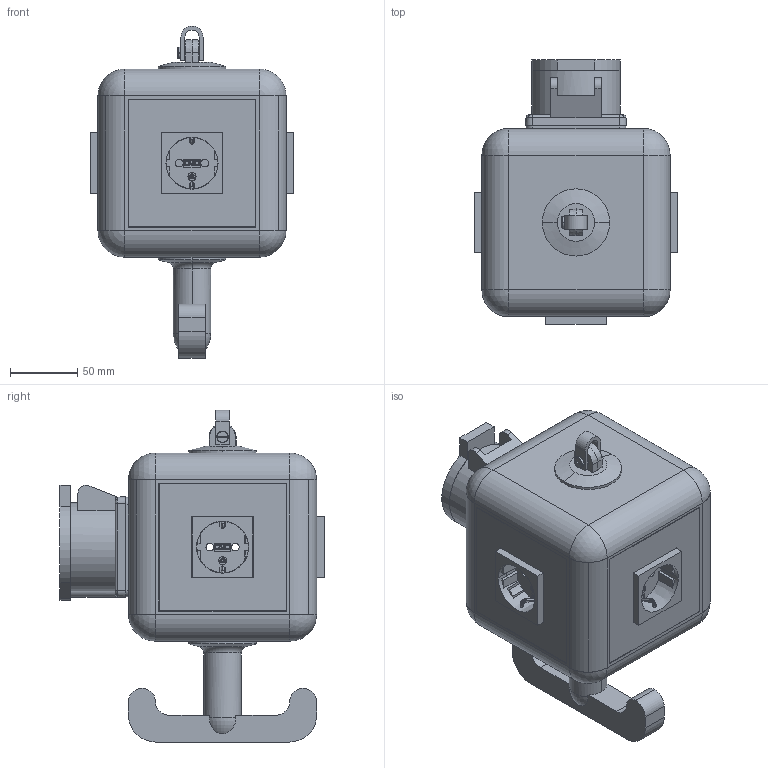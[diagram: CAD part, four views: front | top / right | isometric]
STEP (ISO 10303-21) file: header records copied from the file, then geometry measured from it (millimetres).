
FILE_DESCRIPTION (( 'STEP AP214' ), '1' );
FILE_NAME ('6109804.stp', '2017-03-22T07:14:18', ( '' ), ( '' ), 'SwSTEP 2.0', 'SolidWorks 2016', '' );
FILE_SCHEMA (( 'AUTOMOTIVE_DESIGN' ));
Length unit declared in the file: millimetre
Products named in the file (22): P_6109874_1_Standard; P_6109874T3_1_Standard; 6109804; P_6109874T2_1_Standard; P_6109874T1_1_Standard; 044219_Standard; 053107_Standard; 043999_Standard; 104821_Standard; 044679_Standard; 104820_Standard; 34950DW_Standard; 56741; P_42404A_1; 52413WM; P_53013AA_1_Standard; P_42403C_1_Standard; P_43330A_1; P_43331A6_1; P_39440650_1_Standard; 34950CWT1_Standard; P_39440646_1_Standard
Assembly tree (27 placements, depth 4):
  6109804
    P_39440646_1_Standard
    P_39440650_1_Standard
    P_43331A6_1  x2
    P_43330A_1  x2
    P_42403C_1_Standard
    P_53013AA_1_Standard
    52413WM
    P_42404A_1
    56741
    34950DW_Standard  x3
    044219_Standard  x3
      104821_Standard
        104820_Standard
        044679_Standard
      053107_Standard
        043999_Standard
    P_6109874_1_Standard
      P_6109874T1_1_Standard
      P_6109874T2_1_Standard
      P_6109874T3_1_Standard
    34950CWT1_Standard
Bounding box: 151 x 196.5 x 247 mm (x, y, z)
Volume: 619292.6 mm3; surface area: 337303.2 mm2
Topology: 27 solids, 27 shells, 1536 faces, 4038 edges, 2611 vertices
Faces by surface type: plane 876, cylinder 394, bspline 147, cone 86, torus 17, sphere 16
Entity records: 27389 total; most frequent: CARTESIAN_POINT 8049, ORIENTED_EDGE 3728, DIRECTION 3526, EDGE_CURVE 1864, VERTEX_POINT 1207, AXIS2_PLACEMENT_3D 1197, LINE 1132, VECTOR 1132
